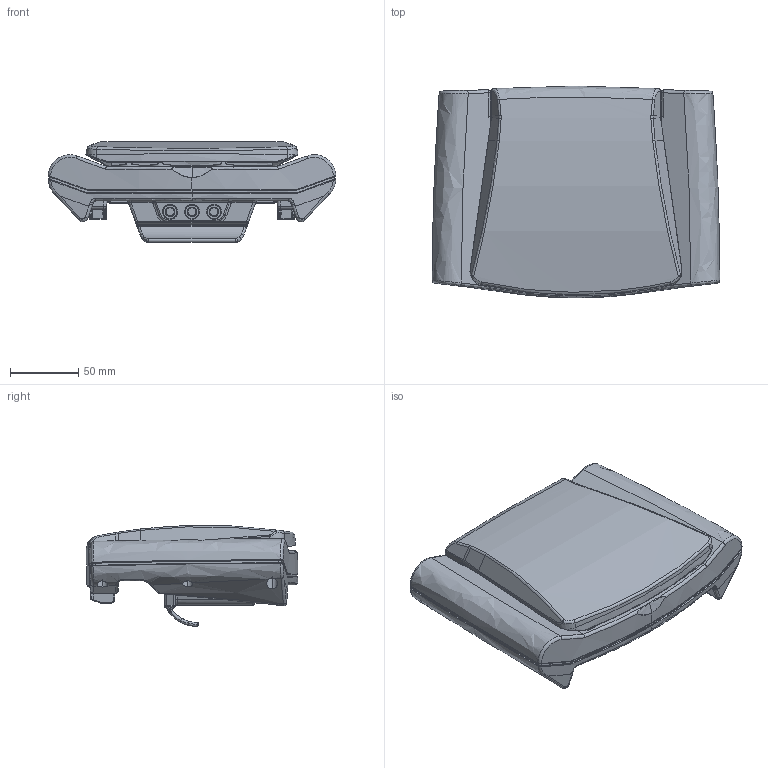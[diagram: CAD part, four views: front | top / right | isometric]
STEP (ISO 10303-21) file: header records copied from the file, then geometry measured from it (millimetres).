
FILE_DESCRIPTION (( 'STEP AP203' ), '1' );
FILE_NAME ('Supervisor.STEP', '2013-06-18T13:06:44', ( 'admin' ), ( 'Hewlett-Packard Company' ), 'SwSTEP 2.0', 'SolidWorks 2012', '' );
FILE_SCHEMA (( 'CONFIG_CONTROL_DESIGN' ));
Length unit declared in the file: millimetre
Products named in the file (1): Supervisor
Bounding box: 209.98 x 154.62 x 73.66 mm (x, y, z)
Volume: 890224 mm3; surface area: 148759.1 mm2
Topology: 2 solids, 2 shells, 1928 faces, 4913 edges, 3010 vertices
Faces by surface type: plane 736, bspline 681, cylinder 463, cone 48
Entity records: 92476 total; most frequent: CARTESIAN_POINT 51981, ORIENTED_EDGE 9638, DIRECTION 6657, EDGE_CURVE 4819, VERTEX_POINT 3006, AXIS2_PLACEMENT_3D 2327, EDGE_LOOP 2035, LINE 2003
